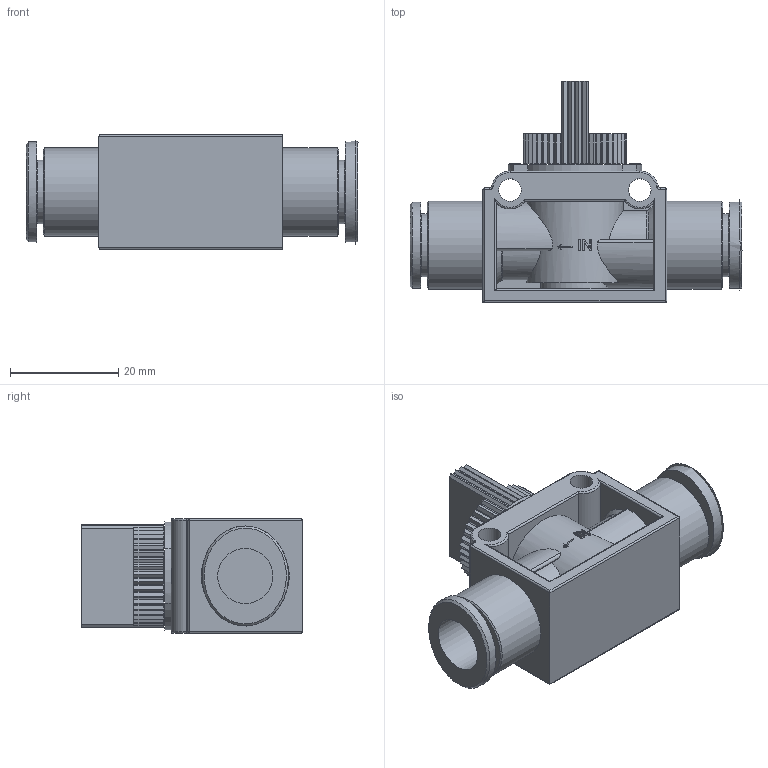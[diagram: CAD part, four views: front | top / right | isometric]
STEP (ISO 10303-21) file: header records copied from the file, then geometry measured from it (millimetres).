
FILE_DESCRIPTION(/* description */ (''),/* implementation_level */ '2;1');
FILE_NAME(/* name */ 'iqsh_3100.stp',/* time_stamp */ '2019-01-16T08:23:12+01:00',/* author */ ('leitheußer'),/* organization */ (''),/* preprocessor_version */ 'ST-DEVELOPER v15.6',/* originating_system */ 'Autodesk Inventor LT ',/* authorisation */ '');
FILE_SCHEMA (('AUTOMOTIVE_DESIGN { 1 0 10303 214 3 1 1 }'));
Length unit declared in the file: millimetre
Products named in the file (1): GHVFF 10-10
Bounding box: 61.4 x 40.9 x 21.2 mm (x, y, z)
Volume: 17851.8 mm3; surface area: 10858.9 mm2
Topology: 1 solids, 1 shells, 480 faces, 1292 edges, 845 vertices
Faces by surface type: plane 253, cylinder 155, bspline 44, torus 16, cone 8, sphere 4
Full cylindrical faces by diameter (mm): 4.2 x2, 9.3 x1, 10.2 x2, 11.7 x2, 16.3 x2
Entity records: 18179 total; most frequent: CARTESIAN_POINT 6172, ORIENTED_EDGE 2558, DIRECTION 2391, EDGE_CURVE 1279, VERTEX_POINT 845, LINE 803, VECTOR 803, AXIS2_PLACEMENT_3D 794
